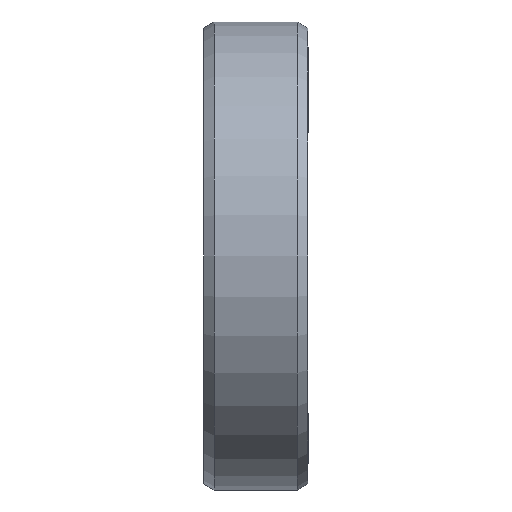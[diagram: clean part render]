
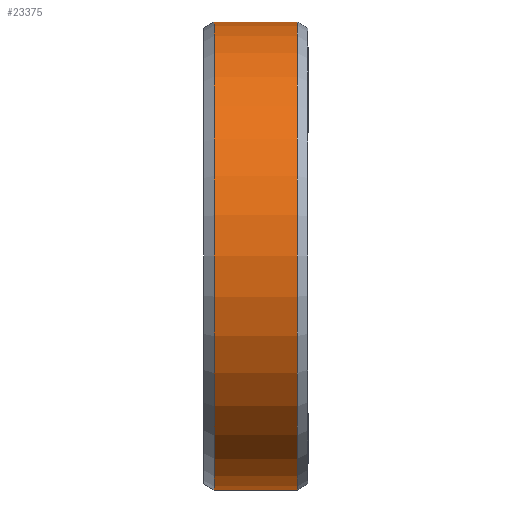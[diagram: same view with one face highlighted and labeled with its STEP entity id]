
A CAD part, left-side view. The second image highlights one B-rep face of the part: STEP entity #23375.
In plain terms, the highlighted cylindrical face has radius 22.5 mm (diameter 45 mm), a partial arc.
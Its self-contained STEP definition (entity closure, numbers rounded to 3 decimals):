
#22685=DIRECTION('',(0.,1.,0.));
#22686=VECTOR('',#22685,8.);
#22687=CARTESIAN_POINT('',(0.,-4.,-22.5));
#22688=LINE('',#22687,#22686);
#22692=DIRECTION('',(0.,1.,0.));
#22693=VECTOR('',#22692,8.);
#22694=CARTESIAN_POINT('',(0.,-4.,22.5));
#22695=LINE('',#22694,#22693);
#22699=CARTESIAN_POINT('',(0.,-4.,0.));
#22700=DIRECTION('',(0.,1.,0.));
#22701=DIRECTION('',(0.,0.,-1.));
#22702=AXIS2_PLACEMENT_3D('',#22699,#22700,#22701);
#22737=CARTESIAN_POINT('',(0.,4.,0.));
#22738=DIRECTION('',(0.,1.,0.));
#22739=DIRECTION('',(0.,0.,-1.));
#22740=AXIS2_PLACEMENT_3D('',#22737,#22738,#22739);
#22770=CARTESIAN_POINT('',(0.,-4.,-22.5));
#22772=VERTEX_POINT('',#22770);
#22773=CARTESIAN_POINT('',(0.,4.,-22.5));
#22774=VERTEX_POINT('',#22773);
#22802=CARTESIAN_POINT('',(0.,-4.,22.5));
#22804=VERTEX_POINT('',#22802);
#22805=CARTESIAN_POINT('',(0.,4.,22.5));
#22806=VERTEX_POINT('',#22805);
#23361=CARTESIAN_POINT('',(0.,23.259,0.));
#23362=DIRECTION('',(0.,-1.,0.));
#23363=DIRECTION('',(0.,0.,1.));
#23364=AXIS2_PLACEMENT_3D('',#23361,#23362,#23363);
#23365=CYLINDRICAL_SURFACE('',#23364,22.5);
#23367=ORIENTED_EDGE('',*,*,#23366,.T.);
#23369=ORIENTED_EDGE('',*,*,#23368,.T.);
#23371=ORIENTED_EDGE('',*,*,#23370,.F.);
#23372=ORIENTED_EDGE('',*,*,#23347,.F.);
#23373=EDGE_LOOP('',(#23367,#23369,#23371,#23372));
#23374=FACE_OUTER_BOUND('',#23373,.F.);
#22703=CIRCLE('',#22702,22.5);
#22741=CIRCLE('',#22740,22.5);
#23347=EDGE_CURVE('',#22772,#22804,#22703,.T.);
#23366=EDGE_CURVE('',#22772,#22774,#22688,.T.);
#23368=EDGE_CURVE('',#22774,#22806,#22741,.T.);
#23370=EDGE_CURVE('',#22804,#22806,#22695,.T.);
#23375=ADVANCED_FACE('',(#23374),#23365,.T.);
